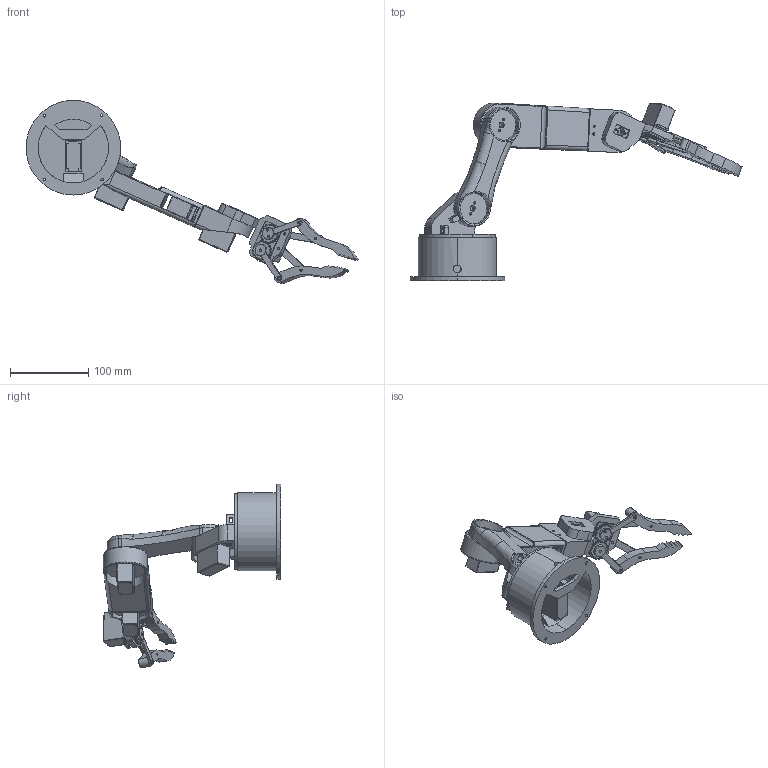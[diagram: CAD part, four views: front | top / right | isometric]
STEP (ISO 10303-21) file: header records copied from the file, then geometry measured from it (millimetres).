
FILE_DESCRIPTION (( 'STEP AP214' ), '1' );
FILE_NAME ('sarm.STEP', '2025-09-07T06:02:48', ( '' ), ( '' ), 'SwSTEP 2.0', 'SolidWorks 2023', '' );
FILE_SCHEMA (( 'AUTOMOTIVE_DESIGN' ));
Length unit declared in the file: millimetre
Products named in the file (12): link1; link3; sarm; gear2; link4; gear1; base; basecap; Gripper; link5; link2; Servo
Assembly tree (18 placements, depth 2):
  sarm
    base
    basecap
    Servo  x6
    link1
    link2
    link3
    link4
    gear1
    gear2
    Gripper  x2
    link5  x2
Bounding box: 424.29 x 227 x 234.24 mm (x, y, z)
Volume: 653793.2 mm3; surface area: 221852.2 mm2
Topology: 18 solids, 18 shells, 1789 faces, 4634 edges, 2959 vertices
Faces by surface type: cylinder 898, plane 789, bspline 50, sphere 24, cone 16, torus 12
Entity records: 33736 total; most frequent: CARTESIAN_POINT 8572, DIRECTION 5407, ORIENTED_EDGE 5124, EDGE_CURVE 2562, AXIS2_PLACEMENT_3D 1997, VERTEX_POINT 1676, VECTOR 1413, LINE 1413
